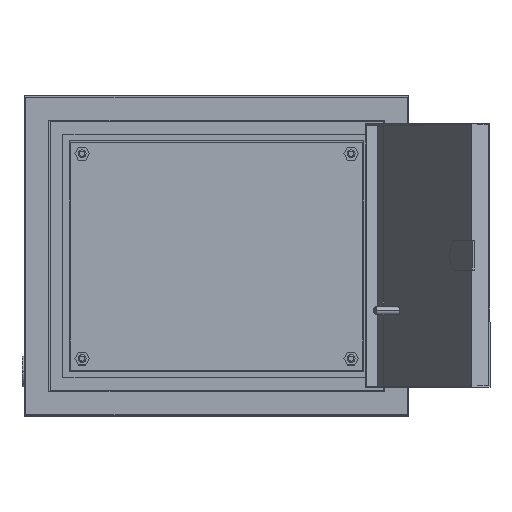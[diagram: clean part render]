
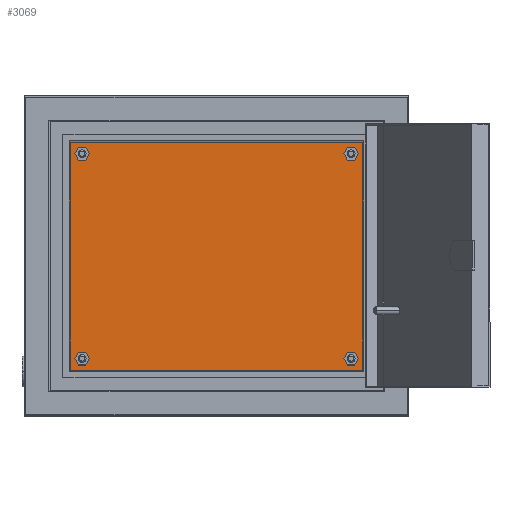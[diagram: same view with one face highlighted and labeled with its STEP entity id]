
A CAD part, top view. The second image highlights one B-rep face of the part: STEP entity #3069.
In plain terms, the highlighted planar face has unit normal (0, 0, 1).
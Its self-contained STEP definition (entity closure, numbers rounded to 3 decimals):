
#58 = VERTEX_POINT ( 'NONE', #4192 ) ;
#76 = FACE_BOUND ( 'NONE', #119, .T. ) ;
#91 = DIRECTION ( 'NONE',  ( 0., 0., 1. ) ) ;
#119 = EDGE_LOOP ( 'NONE', ( #2147, #4099 ) ) ;
#207 = EDGE_CURVE ( 'NONE', #4835, #4526, #2013, .T. ) ;
#209 = CARTESIAN_POINT ( 'NONE',  ( -101., 80., 0. ) ) ;
#241 = CARTESIAN_POINT ( 'NONE',  ( 105., -80., 0. ) ) ;
#276 = DIRECTION ( 'NONE',  ( 1., 0., 0. ) ) ;
#367 = VERTEX_POINT ( 'NONE', #697 ) ;
#395 = DIRECTION ( 'NONE',  ( 1., 0., 0. ) ) ;
#432 = CIRCLE ( 'NONE', #1886, 4. ) ;
#461 = ORIENTED_EDGE ( 'NONE', *, *, #1767, .F. ) ;
#488 = LINE ( 'NONE', #2980, #3833 ) ;
#527 = ORIENTED_EDGE ( 'NONE', *, *, #3193, .T. ) ;
#547 = DIRECTION ( 'NONE',  ( 1., 0., 0. ) ) ;
#575 = EDGE_CURVE ( 'NONE', #2091, #837, #4756, .T. ) ;
#578 = DIRECTION ( 'NONE',  ( 0., 1., 0. ) ) ;
#634 = DIRECTION ( 'NONE',  ( 0., 0., 1. ) ) ;
#697 = CARTESIAN_POINT ( 'NONE',  ( 101., -80., 0. ) ) ;
#704 = CARTESIAN_POINT ( 'NONE',  ( -115., -90., 0. ) ) ;
#718 = LINE ( 'NONE', #1823, #962 ) ;
#719 = CARTESIAN_POINT ( 'NONE',  ( 105., -80., 0. ) ) ;
#755 = ORIENTED_EDGE ( 'NONE', *, *, #2282, .T. ) ;
#780 = CARTESIAN_POINT ( 'NONE',  ( -105., 80., 0. ) ) ;
#802 = EDGE_CURVE ( 'NONE', #2728, #4591, #4880, .T. ) ;
#837 = VERTEX_POINT ( 'NONE', #209 ) ;
#962 = VECTOR ( 'NONE', #2926, 1000. ) ;
#1051 = DIRECTION ( 'NONE',  ( 1., 0., 0. ) ) ;
#1068 = EDGE_LOOP ( 'NONE', ( #2032, #3025 ) ) ;
#1126 = EDGE_LOOP ( 'NONE', ( #4581, #527, #2911, #755 ) ) ;
#1211 = DIRECTION ( 'NONE',  ( -1., 0., 0. ) ) ;
#1282 = CARTESIAN_POINT ( 'NONE',  ( -115., 90., 0. ) ) ;
#1309 = CARTESIAN_POINT ( 'NONE',  ( 105., 80., 0. ) ) ;
#1360 = CARTESIAN_POINT ( 'NONE',  ( 101., 80., 0. ) ) ;
#1376 = CARTESIAN_POINT ( 'NONE',  ( 115., 90., 0. ) ) ;
#1382 = VECTOR ( 'NONE', #578, 1000. ) ;
#1401 = CARTESIAN_POINT ( 'NONE',  ( 109., -80., 0. ) ) ;
#1506 = VERTEX_POINT ( 'NONE', #1282 ) ;
#1608 = EDGE_CURVE ( 'NONE', #837, #2091, #3363, .T. ) ;
#1653 = EDGE_LOOP ( 'NONE', ( #4708, #461 ) ) ;
#1680 = VERTEX_POINT ( 'NONE', #1401 ) ;
#1767 = EDGE_CURVE ( 'NONE', #367, #1680, #2352, .T. ) ;
#1788 = AXIS2_PLACEMENT_3D ( 'NONE', #2557, #3339, #1051 ) ;
#1823 = CARTESIAN_POINT ( 'NONE',  ( -115., -90., 0. ) ) ;
#1829 = CARTESIAN_POINT ( 'NONE',  ( -105., -80., 0. ) ) ;
#1868 = FACE_BOUND ( 'NONE', #1068, .T. ) ;
#1881 = DIRECTION ( 'NONE',  ( -1., 0., 0. ) ) ;
#1886 = AXIS2_PLACEMENT_3D ( 'NONE', #1829, #4082, #4868 ) ;
#1904 = CARTESIAN_POINT ( 'NONE',  ( 105., 80., 0. ) ) ;
#1969 = CARTESIAN_POINT ( 'NONE',  ( 0., 0., 0. ) ) ;
#1978 = ORIENTED_EDGE ( 'NONE', *, *, #1608, .F. ) ;
#2013 = CIRCLE ( 'NONE', #3718, 4. ) ;
#2017 = CARTESIAN_POINT ( 'NONE',  ( 115., -90., 0. ) ) ;
#2032 = ORIENTED_EDGE ( 'NONE', *, *, #2236, .F. ) ;
#2091 = VERTEX_POINT ( 'NONE', #2503 ) ;
#2147 = ORIENTED_EDGE ( 'NONE', *, *, #207, .F. ) ;
#2236 = EDGE_CURVE ( 'NONE', #4591, #2728, #432, .T. ) ;
#2253 = ORIENTED_EDGE ( 'NONE', *, *, #575, .F. ) ;
#2282 = EDGE_CURVE ( 'NONE', #58, #1506, #488, .T. ) ;
#2344 = DIRECTION ( 'NONE',  ( 0., 0., 1. ) ) ;
#2352 = CIRCLE ( 'NONE', #4079, 4. ) ;
#2420 = AXIS2_PLACEMENT_3D ( 'NONE', #3112, #91, #4285 ) ;
#2482 = CARTESIAN_POINT ( 'NONE',  ( -109., -80., 0. ) ) ;
#2503 = CARTESIAN_POINT ( 'NONE',  ( -109., 80., 0. ) ) ;
#2557 = CARTESIAN_POINT ( 'NONE',  ( -105., 80., 0. ) ) ;
#2648 = DIRECTION ( 'NONE',  ( 0., 0., 1. ) ) ;
#2659 = DIRECTION ( 'NONE',  ( 0., 0., 1. ) ) ;
#2683 = DIRECTION ( 'NONE',  ( 0., 0., 1. ) ) ;
#2728 = VERTEX_POINT ( 'NONE', #2482 ) ;
#2911 = ORIENTED_EDGE ( 'NONE', *, *, #4616, .T. ) ;
#2926 = DIRECTION ( 'NONE',  ( 1., 0., 0. ) ) ;
#2930 = FACE_OUTER_BOUND ( 'NONE', #1126, .T. ) ;
#2980 = CARTESIAN_POINT ( 'NONE',  ( -115., 90., 0. ) ) ;
#3025 = ORIENTED_EDGE ( 'NONE', *, *, #802, .F. ) ;
#3069 = ADVANCED_FACE ( 'NONE', ( #1868, #3169, #76, #3228, #2930 ), #3882, .T. ) ;
#3094 = VECTOR ( 'NONE', #4211, 1000. ) ;
#3112 = CARTESIAN_POINT ( 'NONE',  ( -105., -80., 0. ) ) ;
#3159 = CIRCLE ( 'NONE', #4726, 4. ) ;
#3169 = FACE_BOUND ( 'NONE', #1653, .T. ) ;
#3193 = EDGE_CURVE ( 'NONE', #3431, #4919, #718, .T. ) ;
#3197 = EDGE_CURVE ( 'NONE', #1680, #367, #3520, .T. ) ;
#3228 = FACE_BOUND ( 'NONE', #4073, .T. ) ;
#3233 = CARTESIAN_POINT ( 'NONE',  ( -101., -80., 0. ) ) ;
#3339 = DIRECTION ( 'NONE',  ( 0., 0., 1. ) ) ;
#3363 = CIRCLE ( 'NONE', #1788, 4. ) ;
#3387 = LINE ( 'NONE', #4096, #3094 ) ;
#3408 = AXIS2_PLACEMENT_3D ( 'NONE', #241, #634, #276 ) ;
#3413 = DIRECTION ( 'NONE',  ( 1., 0., 0. ) ) ;
#3431 = VERTEX_POINT ( 'NONE', #704 ) ;
#3520 = CIRCLE ( 'NONE', #3408, 4. ) ;
#3626 = AXIS2_PLACEMENT_3D ( 'NONE', #1969, #4345, #547 ) ;
#3713 = DIRECTION ( 'NONE',  ( -1., 0., 0. ) ) ;
#3718 = AXIS2_PLACEMENT_3D ( 'NONE', #1309, #2344, #1211 ) ;
#3833 = VECTOR ( 'NONE', #3713, 1000. ) ;
#3882 = PLANE ( 'NONE',  #3626 ) ;
#3883 = CARTESIAN_POINT ( 'NONE',  ( 109., 80., 0. ) ) ;
#4073 = EDGE_LOOP ( 'NONE', ( #1978, #2253 ) ) ;
#4079 = AXIS2_PLACEMENT_3D ( 'NONE', #719, #2683, #3413 ) ;
#4082 = DIRECTION ( 'NONE',  ( 0., 0., 1. ) ) ;
#4092 = EDGE_CURVE ( 'NONE', #4526, #4835, #3159, .T. ) ;
#4096 = CARTESIAN_POINT ( 'NONE',  ( -115., 90., 0. ) ) ;
#4099 = ORIENTED_EDGE ( 'NONE', *, *, #4092, .F. ) ;
#4192 = CARTESIAN_POINT ( 'NONE',  ( 115., 90., 0. ) ) ;
#4203 = AXIS2_PLACEMENT_3D ( 'NONE', #780, #2659, #395 ) ;
#4211 = DIRECTION ( 'NONE',  ( 0., -1., 0. ) ) ;
#4236 = LINE ( 'NONE', #1376, #1382 ) ;
#4285 = DIRECTION ( 'NONE',  ( -1., 0., 0. ) ) ;
#4345 = DIRECTION ( 'NONE',  ( 0., 0., 1. ) ) ;
#4526 = VERTEX_POINT ( 'NONE', #1360 ) ;
#4581 = ORIENTED_EDGE ( 'NONE', *, *, #4687, .T. ) ;
#4591 = VERTEX_POINT ( 'NONE', #3233 ) ;
#4616 = EDGE_CURVE ( 'NONE', #4919, #58, #4236, .T. ) ;
#4687 = EDGE_CURVE ( 'NONE', #1506, #3431, #3387, .T. ) ;
#4708 = ORIENTED_EDGE ( 'NONE', *, *, #3197, .F. ) ;
#4726 = AXIS2_PLACEMENT_3D ( 'NONE', #1904, #2648, #1881 ) ;
#4756 = CIRCLE ( 'NONE', #4203, 4. ) ;
#4835 = VERTEX_POINT ( 'NONE', #3883 ) ;
#4868 = DIRECTION ( 'NONE',  ( -1., 0., 0. ) ) ;
#4880 = CIRCLE ( 'NONE', #2420, 4. ) ;
#4919 = VERTEX_POINT ( 'NONE', #2017 ) ;
